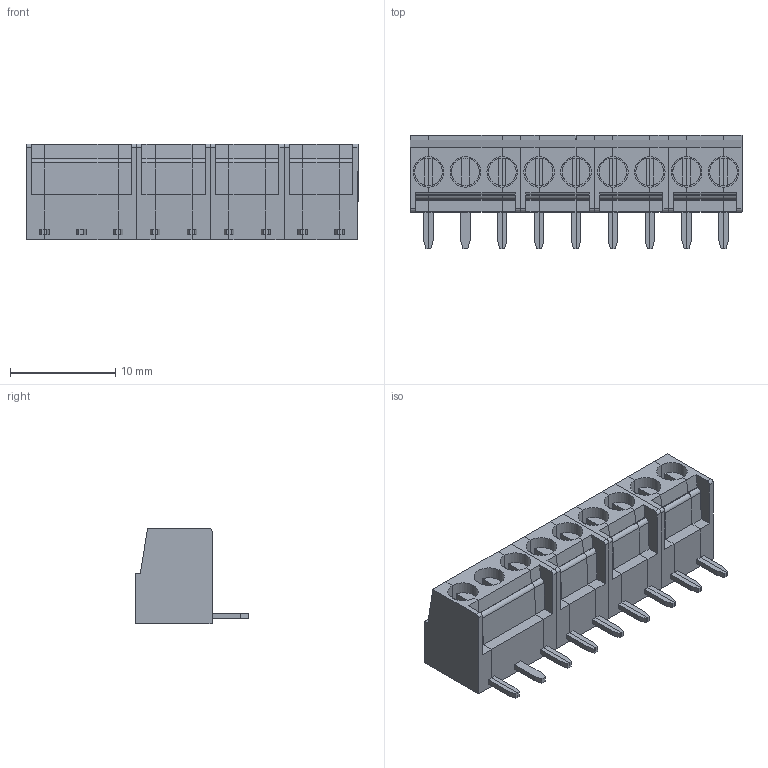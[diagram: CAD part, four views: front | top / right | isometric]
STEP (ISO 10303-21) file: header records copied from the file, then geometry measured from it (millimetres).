
FILE_DESCRIPTION(/* description */ ('Unknown'),/* implementation_level */ '2;1');
FILE_NAME(/* name */ '691243100009',/* time_stamp */ '2016-03-04T15:46:11+01:00',/* author */ ('Unknown'),/* organization */ ('Unknown'),/* preprocessor_version */ 'ST-DEVELOPER v16',/* originating_system */ 'DEX',/* authorisation */ $);
FILE_SCHEMA (('AUTOMOTIVE_DESIGN {1 0 10303 214 3 1 1}'));
Length unit declared in the file: millimetre
Products named in the file (7): 6912431000xx; 691243100003; CPA3.5SQ_DX; CPA3.5SQ_SX; 691243100002
Assembly tree (10 placements, depth 3):
  6912431000xx
    691243100003
      CPA3.5SQ_DX
      691243100003
      CPA3.5SQ_SX
    691243100002  x3
      CPA3.5SQ_DX
      691243100002
      CPA3.5SQ_SX
Bounding box: 31.5 x 10.8 x 9.1 mm (x, y, z)
Volume: 1529.7 mm3; surface area: 2937 mm2
Topology: 12 solids, 12 shells, 622 faces, 1744 edges, 1151 vertices
Faces by surface type: plane 568, cylinder 54
Full cylindrical faces by diameter (mm): 2.634 x1, 2.9 x1
Entity records: 9048 total; most frequent: CARTESIAN_POINT 1386, ORIENTED_EDGE 1360, DIRECTION 1249, EDGE_CURVE 680, LINE 625, VECTOR 625, VERTEX_POINT 449, AXIS2_PLACEMENT_3D 312
